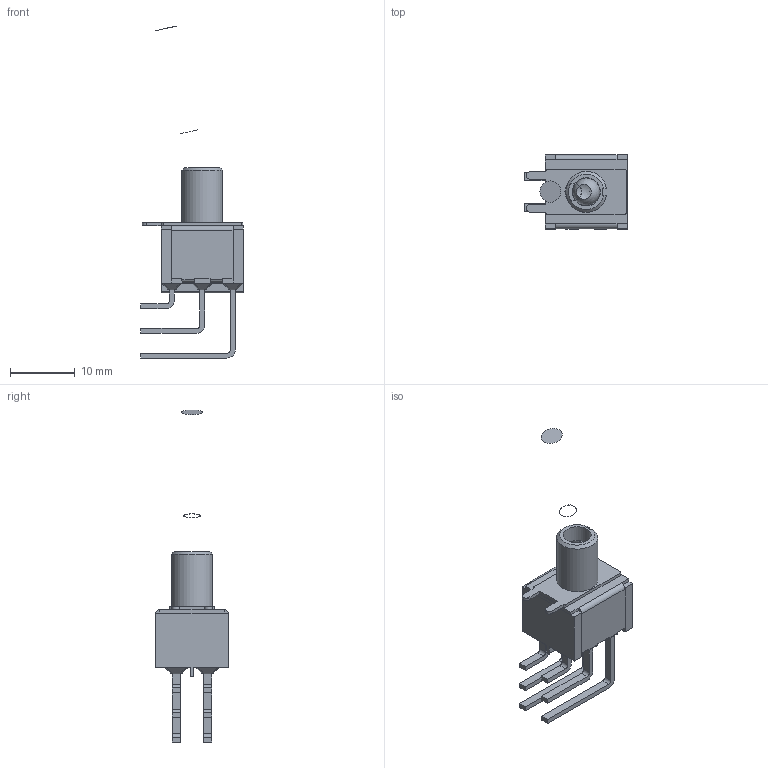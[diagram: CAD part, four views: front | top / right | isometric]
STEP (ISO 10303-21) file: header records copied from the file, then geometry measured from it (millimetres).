
FILE_DESCRIPTION(/* description */ (''),/* implementation_level */ '2;1');
FILE_NAME(/* name */ '100DPxT9B1M7xE.stp',/* time_stamp */ '2026-01-16T14:23:11-06:00',/* author */ ('jmeyers'),/* organization */ (''),/* preprocessor_version */ 'ST-DEVELOPER v18.1',/* originating_system */ 'Autodesk Inventor 2022',/* authorisation */ '');
FILE_SCHEMA (('AUTOMOTIVE_DESIGN { 1 0 10303 214 3 1 1 }'));
Length unit declared in the file: inch
Products named in the file (1): Part115
Bounding box: 15.88 x 11.43 x 51.34 mm (x, y, z)
Volume: 1139.1 mm3; surface area: 2386.1 mm2
Topology: 2 solids, 3 shells, 371 faces, 949 edges, 582 vertices
Faces by surface type: plane 264, cylinder 79, sphere 25, cone 3
Full cylindrical faces by diameter (mm): 4.35 x1
Entity records: 10869 total; most frequent: CARTESIAN_POINT 1882, ORIENTED_EDGE 1848, DIRECTION 1835, EDGE_CURVE 924, LINE 753, VECTOR 753, VERTEX_POINT 582, AXIS2_PLACEMENT_3D 541
